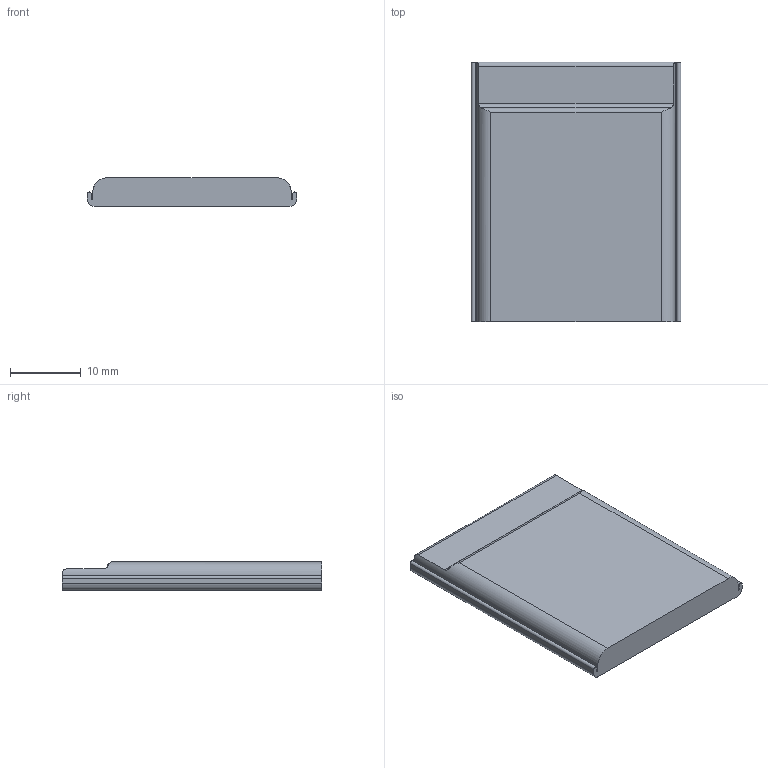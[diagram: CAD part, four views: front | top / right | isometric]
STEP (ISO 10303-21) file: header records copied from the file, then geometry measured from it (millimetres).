
FILE_DESCRIPTION (( 'STEP AP214' ), '1' );
FILE_NAME ('Li-Pol_4x29.7x36.8_043035_500mAh.STEP', '2021-03-27T14:09:47', ( 'Elessar' ), ( '' ), 'SwSTEP 2.0', 'SolidWorks 2018', '' );
FILE_SCHEMA (( 'AUTOMOTIVE_DESIGN' ));
Length unit declared in the file: millimetre
Products named in the file (1): Li-Pol_4x29.7x36.8_043035_500mAh
Bounding box: 29.7 x 36.8 x 4 mm (x, y, z)
Volume: 3982.9 mm3; surface area: 2722.2 mm2
Topology: 1 solids, 1 shells, 25 faces, 69 edges, 46 vertices
Faces by surface type: cylinder 13, plane 12
Entity records: 924 total; most frequent: CARTESIAN_POINT 183, ORIENTED_EDGE 138, DIRECTION 137, EDGE_CURVE 69, AXIS2_PLACEMENT_3D 48, VERTEX_POINT 46, LINE 41, VECTOR 41
